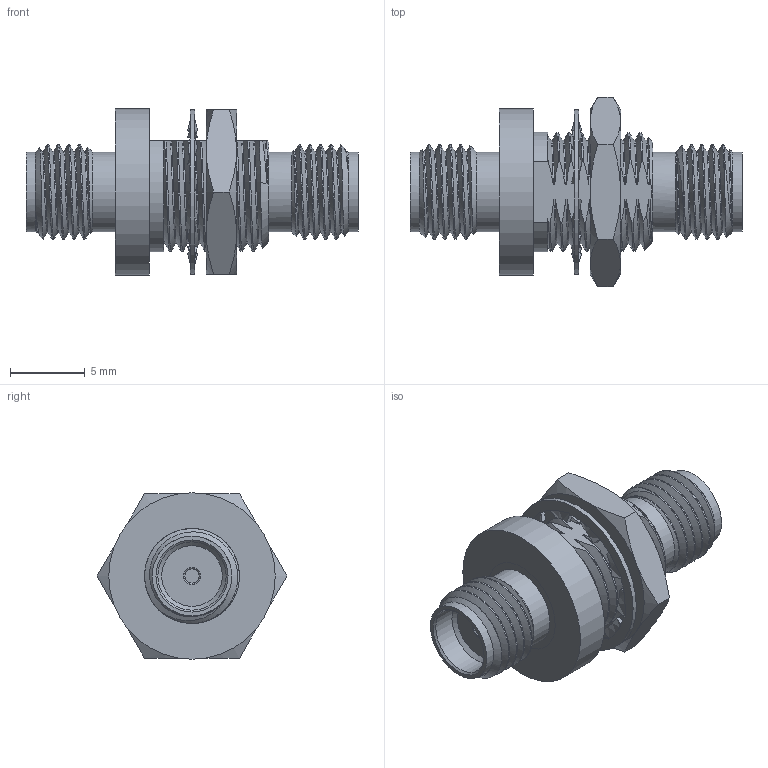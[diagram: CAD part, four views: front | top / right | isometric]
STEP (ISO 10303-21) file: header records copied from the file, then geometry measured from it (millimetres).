
FILE_DESCRIPTION (( 'STEP AP203' ), '1' );
FILE_NAME ('PE9067.step', '2020-04-06T20:51:55', ( '' ), ( '' ), 'SwSTEP 2.0', 'SolidWorks 2018', '' );
FILE_SCHEMA (( 'CONFIG_CONTROL_DESIGN' ));
Length unit declared in the file: inch
Products named in the file (1): PE9067
Bounding box: 22.23 x 12.7 x 11.14 mm (x, y, z)
Volume: 1096 mm3; surface area: 2137.2 mm2
Topology: 5 solids, 5 shells, 184 faces, 507 edges, 342 vertices
Faces by surface type: bspline 79, cylinder 50, plane 28, cone 27
Full cylindrical faces by diameter (mm): 0.94 x1, 1.168 x2, 4.064 x3, 4.572 x2, 5.334 x4, 6.35 x3, 11.04 x1, 11.139 x1
Entity records: 18586 total; most frequent: CARTESIAN_POINT 14844, ORIENTED_EDGE 932, DIRECTION 476, EDGE_CURVE 466, VERTEX_POINT 331, B_SPLINE_CURVE_WITH_KNOTS 231, EDGE_LOOP 225, AXIS2_PLACEMENT_3D 204
